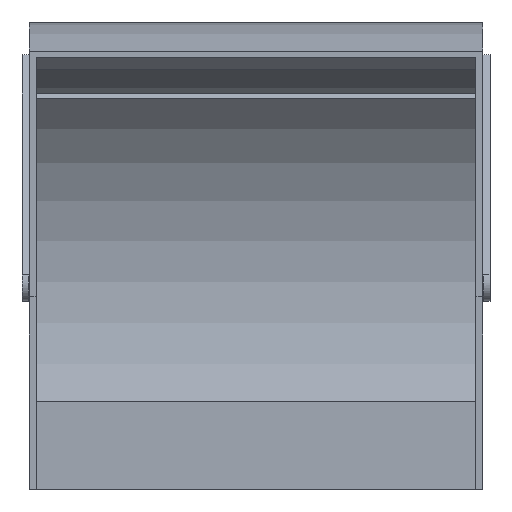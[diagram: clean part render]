
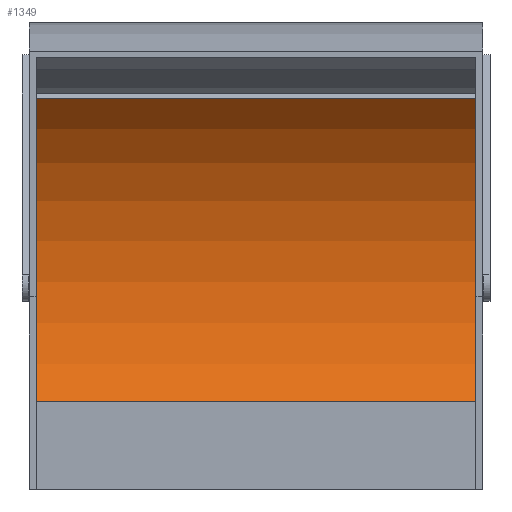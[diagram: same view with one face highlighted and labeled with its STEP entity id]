
A CAD part, left-side view. The second image highlights one B-rep face of the part: STEP entity #1349.
In plain terms, the highlighted cylindrical face has radius 76 mm (diameter 152 mm), a partial arc.
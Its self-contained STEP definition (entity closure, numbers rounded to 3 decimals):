
#6 = DIRECTION ( 'NONE',  ( 0., -1., 0. ) ) ;
#21 = LINE ( 'NONE', #961, #1026 ) ;
#87 = CARTESIAN_POINT ( 'NONE',  ( 55.479, 65.475, 51.943 ) ) ;
#89 = EDGE_CURVE ( 'NONE', #186, #1863, #1292, .T. ) ;
#123 = DIRECTION ( 'NONE',  ( 0., 1., 0. ) ) ;
#135 = CARTESIAN_POINT ( 'NONE',  ( 0., 65.475, 0. ) ) ;
#186 = VERTEX_POINT ( 'NONE', #1627 ) ;
#223 = ORIENTED_EDGE ( 'NONE', *, *, #335, .F. ) ;
#255 = AXIS2_PLACEMENT_3D ( 'NONE', #1843, #1529, #1129 ) ;
#297 = DIRECTION ( 'NONE',  ( 0., 0., -1. ) ) ;
#335 = EDGE_CURVE ( 'NONE', #1061, #1715, #21, .T. ) ;
#385 = VECTOR ( 'NONE', #556, 1000. ) ;
#556 = DIRECTION ( 'NONE',  ( 0., -1., 0. ) ) ;
#569 = CYLINDRICAL_SURFACE ( 'NONE', #601, 76. ) ;
#575 = CIRCLE ( 'NONE', #255, 76. ) ;
#599 = EDGE_CURVE ( 'NONE', #1715, #1863, #575, .T. ) ;
#601 = AXIS2_PLACEMENT_3D ( 'NONE', #1653, #6, #297 ) ;
#735 = ORIENTED_EDGE ( 'NONE', *, *, #1316, .T. ) ;
#886 = CIRCLE ( 'NONE', #1810, 76. ) ;
#888 = EDGE_LOOP ( 'NONE', ( #1054, #223, #735, #1097 ) ) ;
#961 = CARTESIAN_POINT ( 'NONE',  ( -34.925, 65.475, 67.5 ) ) ;
#1026 = VECTOR ( 'NONE', #1263, 1000. ) ;
#1052 = FACE_OUTER_BOUND ( 'NONE', #888, .T. ) ;
#1054 = ORIENTED_EDGE ( 'NONE', *, *, #599, .F. ) ;
#1061 = VERTEX_POINT ( 'NONE', #1850 ) ;
#1097 = ORIENTED_EDGE ( 'NONE', *, *, #89, .T. ) ;
#1129 = DIRECTION ( 'NONE',  ( 0., 0., 1. ) ) ;
#1263 = DIRECTION ( 'NONE',  ( 0., -1., 0. ) ) ;
#1292 = LINE ( 'NONE', #87, #385 ) ;
#1316 = EDGE_CURVE ( 'NONE', #1061, #186, #886, .T. ) ;
#1349 = ADVANCED_FACE ( 'NONE', ( #1052 ), #569, .F. ) ;
#1500 = CARTESIAN_POINT ( 'NONE',  ( -34.925, -65.475, 67.5 ) ) ;
#1504 = DIRECTION ( 'NONE',  ( 0., 0., 1. ) ) ;
#1529 = DIRECTION ( 'NONE',  ( 0., 1., 0. ) ) ;
#1627 = CARTESIAN_POINT ( 'NONE',  ( 55.479, 65.475, 51.943 ) ) ;
#1653 = CARTESIAN_POINT ( 'NONE',  ( 0., 67.475, 0. ) ) ;
#1715 = VERTEX_POINT ( 'NONE', #1500 ) ;
#1810 = AXIS2_PLACEMENT_3D ( 'NONE', #135, #123, #1504 ) ;
#1843 = CARTESIAN_POINT ( 'NONE',  ( 0., -65.475, 0. ) ) ;
#1850 = CARTESIAN_POINT ( 'NONE',  ( -34.925, 65.475, 67.5 ) ) ;
#1863 = VERTEX_POINT ( 'NONE', #1887 ) ;
#1887 = CARTESIAN_POINT ( 'NONE',  ( 55.479, -65.475, 51.943 ) ) ;
